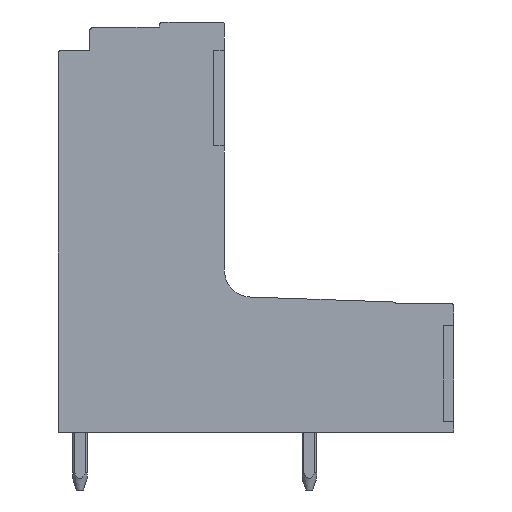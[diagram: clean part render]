
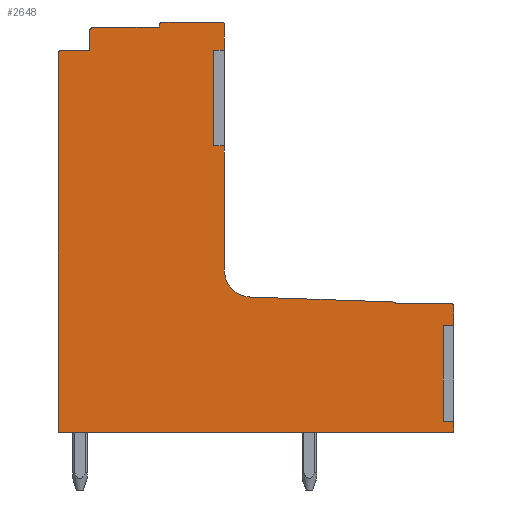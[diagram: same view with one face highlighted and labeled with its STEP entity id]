
A CAD part, left-side view. The second image highlights one B-rep face of the part: STEP entity #2648.
In plain terms, the highlighted planar face has unit normal (-1, 0, 0).
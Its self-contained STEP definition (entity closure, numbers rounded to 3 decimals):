
#2490=AXIS2_PLACEMENT_3D('Circle Axis2P3D',#2488,#2489,$) ;
#2503=AXIS2_PLACEMENT_3D('Plane Axis2P3D',#2500,#2501,#2502) ;
#2514=AXIS2_PLACEMENT_3D('Circle Axis2P3D',#2512,#2513,$) ;
#2528=AXIS2_PLACEMENT_3D('Circle Axis2P3D',#2526,#2527,$) ;
#2542=AXIS2_PLACEMENT_3D('Circle Axis2P3D',#2540,#2541,$) ;
#2554=AXIS2_PLACEMENT_3D('Circle Axis2P3D',#2552,#2553,$) ;
#2575=AXIS2_PLACEMENT_3D('Circle Axis2P3D',#2573,#2574,$) ;
#2596=AXIS2_PLACEMENT_3D('Circle Axis2P3D',#2594,#2595,$) ;
#36=CARTESIAN_POINT('Line Origine',(0.3,0.3,9.1)) ;
#40=CARTESIAN_POINT('Vertex',(0.3,0.,9.1)) ;
#42=CARTESIAN_POINT('Vertex',(0.3,0.6,9.1)) ;
#76=CARTESIAN_POINT('Line Origine',(0.3,0.6,6.45)) ;
#80=CARTESIAN_POINT('Vertex',(0.3,0.6,3.8)) ;
#135=CARTESIAN_POINT('Vertex',(0.3,0.,3.8)) ;
#155=CARTESIAN_POINT('Line Origine',(0.3,0.3,3.8)) ;
#172=CARTESIAN_POINT('Line Origine',(0.3,13.,24.34)) ;
#176=CARTESIAN_POINT('Vertex',(0.3,12.7,24.34)) ;
#178=CARTESIAN_POINT('Vertex',(0.3,13.3,24.34)) ;
#212=CARTESIAN_POINT('Line Origine',(0.3,13.3,21.69)) ;
#216=CARTESIAN_POINT('Vertex',(0.3,13.3,19.04)) ;
#266=CARTESIAN_POINT('Vertex',(0.3,12.7,19.04)) ;
#286=CARTESIAN_POINT('Line Origine',(0.3,13.,19.04)) ;
#977=CARTESIAN_POINT('Vertex',(0.3,12.7,25.8)) ;
#980=CARTESIAN_POINT('Line Origine',(0.3,12.7,25.07)) ;
#985=CARTESIAN_POINT('Line Origine',(0.3,12.7,15.61)) ;
#989=CARTESIAN_POINT('Vertex',(0.3,12.7,12.179)) ;
#2485=CARTESIAN_POINT('Vertex',(0.3,12.8,25.9)) ;
#2488=CARTESIAN_POINT('Axis2P3D Location',(0.3,12.8,25.8)) ;
#2500=CARTESIAN_POINT('Axis2P3D Location',(0.3,0.,0.)) ;
#2505=CARTESIAN_POINT('Line Origine',(0.3,0.,9.65)) ;
#2509=CARTESIAN_POINT('Vertex',(0.3,0.,10.2)) ;
#2512=CARTESIAN_POINT('Axis2P3D Location',(0.3,0.1,10.2)) ;
#2516=CARTESIAN_POINT('Vertex',(0.3,0.1,10.3)) ;
#2519=CARTESIAN_POINT('Line Origine',(0.3,1.65,10.3)) ;
#2523=CARTESIAN_POINT('Vertex',(0.3,3.2,10.3)) ;
#2526=CARTESIAN_POINT('Axis2P3D Location',(0.3,3.406,10.152)) ;
#2530=CARTESIAN_POINT('Vertex',(0.3,3.397,10.406)) ;
#2533=CARTESIAN_POINT('Line Origine',(0.3,7.325,10.543)) ;
#2537=CARTESIAN_POINT('Vertex',(0.3,11.252,10.68)) ;
#2540=CARTESIAN_POINT('Axis2P3D Location',(0.3,11.2,12.179)) ;
#2545=CARTESIAN_POINT('Line Origine',(0.3,14.45,25.9)) ;
#2549=CARTESIAN_POINT('Vertex',(0.3,16.1,25.9)) ;
#2552=CARTESIAN_POINT('Axis2P3D Location',(0.3,16.1,25.7)) ;
#2556=CARTESIAN_POINT('Vertex',(0.3,16.3,25.7)) ;
#2559=CARTESIAN_POINT('Line Origine',(0.3,16.3,25.65)) ;
#2563=CARTESIAN_POINT('Vertex',(0.3,16.3,25.6)) ;
#2566=CARTESIAN_POINT('Line Origine',(0.3,18.125,25.6)) ;
#2570=CARTESIAN_POINT('Vertex',(0.3,19.95,25.6)) ;
#2573=CARTESIAN_POINT('Axis2P3D Location',(0.3,19.95,25.4)) ;
#2577=CARTESIAN_POINT('Vertex',(0.3,20.15,25.4)) ;
#2580=CARTESIAN_POINT('Line Origine',(0.3,20.15,24.87)) ;
#2584=CARTESIAN_POINT('Vertex',(0.3,20.15,24.34)) ;
#2587=CARTESIAN_POINT('Line Origine',(0.3,20.925,24.34)) ;
#2591=CARTESIAN_POINT('Vertex',(0.3,21.7,24.34)) ;
#2594=CARTESIAN_POINT('Axis2P3D Location',(0.3,21.7,24.14)) ;
#2598=CARTESIAN_POINT('Vertex',(0.3,21.9,24.14)) ;
#2601=CARTESIAN_POINT('Line Origine',(0.3,21.9,13.67)) ;
#2605=CARTESIAN_POINT('Vertex',(0.3,21.9,3.2)) ;
#2608=CARTESIAN_POINT('Line Origine',(0.3,10.95,3.2)) ;
#2612=CARTESIAN_POINT('Vertex',(0.3,0.,3.2)) ;
#2615=CARTESIAN_POINT('Line Origine',(0.3,0.,3.5)) ;
#37=DIRECTION('Vector Direction',(0.,-1.,0.)) ;
#77=DIRECTION('Vector Direction',(0.,0.,1.)) ;
#156=DIRECTION('Vector Direction',(0.,1.,0.)) ;
#173=DIRECTION('Vector Direction',(0.,-1.,0.)) ;
#213=DIRECTION('Vector Direction',(0.,0.,1.)) ;
#287=DIRECTION('Vector Direction',(0.,1.,0.)) ;
#981=DIRECTION('Vector Direction',(0.,0.,-1.)) ;
#986=DIRECTION('Vector Direction',(0.,0.,-1.)) ;
#2489=DIRECTION('Axis2P3D Direction',(-1.,0.,0.)) ;
#2501=DIRECTION('Axis2P3D Direction',(-1.,0.,0.)) ;
#2502=DIRECTION('Axis2P3D XDirection',(0.,0.,1.)) ;
#2506=DIRECTION('Vector Direction',(0.,0.,-1.)) ;
#2513=DIRECTION('Axis2P3D Direction',(-1.,0.,0.)) ;
#2520=DIRECTION('Vector Direction',(0.,-1.,0.)) ;
#2527=DIRECTION('Axis2P3D Direction',(-1.,0.,0.)) ;
#2534=DIRECTION('Vector Direction',(0.,-0.999,-0.035)) ;
#2541=DIRECTION('Axis2P3D Direction',(-1.,0.,0.)) ;
#2546=DIRECTION('Vector Direction',(0.,-1.,0.)) ;
#2553=DIRECTION('Axis2P3D Direction',(-1.,0.,0.)) ;
#2560=DIRECTION('Vector Direction',(0.,0.,1.)) ;
#2567=DIRECTION('Vector Direction',(0.,-1.,0.)) ;
#2574=DIRECTION('Axis2P3D Direction',(-1.,0.,0.)) ;
#2581=DIRECTION('Vector Direction',(0.,0.,1.)) ;
#2588=DIRECTION('Vector Direction',(0.,-1.,0.)) ;
#2595=DIRECTION('Axis2P3D Direction',(-1.,0.,0.)) ;
#2602=DIRECTION('Vector Direction',(0.,0.,1.)) ;
#2609=DIRECTION('Vector Direction',(0.,1.,0.)) ;
#2616=DIRECTION('Vector Direction',(0.,0.,-1.)) ;
#38=VECTOR('Line Direction',#37,1.) ;
#78=VECTOR('Line Direction',#77,1.) ;
#157=VECTOR('Line Direction',#156,1.) ;
#174=VECTOR('Line Direction',#173,1.) ;
#214=VECTOR('Line Direction',#213,1.) ;
#288=VECTOR('Line Direction',#287,1.) ;
#982=VECTOR('Line Direction',#981,1.) ;
#987=VECTOR('Line Direction',#986,1.) ;
#2507=VECTOR('Line Direction',#2506,1.) ;
#2521=VECTOR('Line Direction',#2520,1.) ;
#2535=VECTOR('Line Direction',#2534,1.) ;
#2547=VECTOR('Line Direction',#2546,1.) ;
#2561=VECTOR('Line Direction',#2560,1.) ;
#2568=VECTOR('Line Direction',#2567,1.) ;
#2582=VECTOR('Line Direction',#2581,1.) ;
#2589=VECTOR('Line Direction',#2588,1.) ;
#2603=VECTOR('Line Direction',#2602,1.) ;
#2610=VECTOR('Line Direction',#2609,1.) ;
#2617=VECTOR('Line Direction',#2616,1.) ;
#2621=ORIENTED_EDGE('',*,*,#2511,.T.) ;
#2622=ORIENTED_EDGE('',*,*,#2518,.T.) ;
#2623=ORIENTED_EDGE('',*,*,#2525,.T.) ;
#2624=ORIENTED_EDGE('',*,*,#2532,.T.) ;
#2625=ORIENTED_EDGE('',*,*,#2539,.T.) ;
#2626=ORIENTED_EDGE('',*,*,#2544,.T.) ;
#2627=ORIENTED_EDGE('',*,*,#991,.T.) ;
#2628=ORIENTED_EDGE('',*,*,#290,.F.) ;
#2629=ORIENTED_EDGE('',*,*,#218,.F.) ;
#2630=ORIENTED_EDGE('',*,*,#180,.F.) ;
#2631=ORIENTED_EDGE('',*,*,#984,.T.) ;
#2632=ORIENTED_EDGE('',*,*,#2492,.T.) ;
#2633=ORIENTED_EDGE('',*,*,#2551,.T.) ;
#2634=ORIENTED_EDGE('',*,*,#2558,.T.) ;
#2635=ORIENTED_EDGE('',*,*,#2565,.T.) ;
#2636=ORIENTED_EDGE('',*,*,#2572,.T.) ;
#2637=ORIENTED_EDGE('',*,*,#2579,.T.) ;
#2638=ORIENTED_EDGE('',*,*,#2586,.T.) ;
#2639=ORIENTED_EDGE('',*,*,#2593,.T.) ;
#2640=ORIENTED_EDGE('',*,*,#2600,.T.) ;
#2641=ORIENTED_EDGE('',*,*,#2607,.T.) ;
#2642=ORIENTED_EDGE('',*,*,#2614,.T.) ;
#2643=ORIENTED_EDGE('',*,*,#2619,.T.) ;
#2644=ORIENTED_EDGE('',*,*,#159,.F.) ;
#2645=ORIENTED_EDGE('',*,*,#82,.F.) ;
#2646=ORIENTED_EDGE('',*,*,#44,.F.) ;
#2648=ADVANCED_FACE('HOUSING',(#2647),#2504,.T.) ;
#2491=CIRCLE('generated circle',#2490,0.1) ;
#2515=CIRCLE('generated circle',#2514,0.1) ;
#2529=CIRCLE('generated circle',#2528,0.253) ;
#2543=CIRCLE('generated circle',#2542,1.5) ;
#2555=CIRCLE('generated circle',#2554,0.2) ;
#2576=CIRCLE('generated circle',#2575,0.2) ;
#2597=CIRCLE('generated circle',#2596,0.2) ;
#44=EDGE_CURVE('',#41,#43,#39,.F.) ;
#82=EDGE_CURVE('',#43,#81,#79,.F.) ;
#159=EDGE_CURVE('',#81,#136,#158,.F.) ;
#180=EDGE_CURVE('',#177,#179,#175,.F.) ;
#218=EDGE_CURVE('',#179,#217,#215,.F.) ;
#290=EDGE_CURVE('',#217,#267,#289,.F.) ;
#984=EDGE_CURVE('',#177,#978,#983,.F.) ;
#991=EDGE_CURVE('',#990,#267,#988,.F.) ;
#2492=EDGE_CURVE('',#978,#2486,#2491,.T.) ;
#2511=EDGE_CURVE('',#41,#2510,#2508,.F.) ;
#2518=EDGE_CURVE('',#2510,#2517,#2515,.T.) ;
#2525=EDGE_CURVE('',#2517,#2524,#2522,.F.) ;
#2532=EDGE_CURVE('',#2524,#2531,#2529,.T.) ;
#2539=EDGE_CURVE('',#2531,#2538,#2536,.F.) ;
#2544=EDGE_CURVE('',#2538,#990,#2543,.F.) ;
#2551=EDGE_CURVE('',#2486,#2550,#2548,.F.) ;
#2558=EDGE_CURVE('',#2550,#2557,#2555,.T.) ;
#2565=EDGE_CURVE('',#2557,#2564,#2562,.F.) ;
#2572=EDGE_CURVE('',#2564,#2571,#2569,.F.) ;
#2579=EDGE_CURVE('',#2571,#2578,#2576,.T.) ;
#2586=EDGE_CURVE('',#2578,#2585,#2583,.F.) ;
#2593=EDGE_CURVE('',#2585,#2592,#2590,.F.) ;
#2600=EDGE_CURVE('',#2592,#2599,#2597,.T.) ;
#2607=EDGE_CURVE('',#2599,#2606,#2604,.F.) ;
#2614=EDGE_CURVE('',#2606,#2613,#2611,.F.) ;
#2619=EDGE_CURVE('',#2613,#136,#2618,.F.) ;
#2620=EDGE_LOOP('',(#2621,#2622,#2623,#2624,#2625,#2626,#2627,#2628,#2629,#2630,#2631,#2632,#2633,#2634,#2635,#2636,#2637,#2638,#2639,#2640,#2641,#2642,#2643,#2644,#2645,#2646)) ;
#2647=FACE_OUTER_BOUND('',#2620,.T.) ;
#39=LINE('Line',#36,#38) ;
#79=LINE('Line',#76,#78) ;
#158=LINE('Line',#155,#157) ;
#175=LINE('Line',#172,#174) ;
#215=LINE('Line',#212,#214) ;
#289=LINE('Line',#286,#288) ;
#983=LINE('Line',#980,#982) ;
#988=LINE('Line',#985,#987) ;
#2508=LINE('Line',#2505,#2507) ;
#2522=LINE('Line',#2519,#2521) ;
#2536=LINE('Line',#2533,#2535) ;
#2548=LINE('Line',#2545,#2547) ;
#2562=LINE('Line',#2559,#2561) ;
#2569=LINE('Line',#2566,#2568) ;
#2583=LINE('Line',#2580,#2582) ;
#2590=LINE('Line',#2587,#2589) ;
#2604=LINE('Line',#2601,#2603) ;
#2611=LINE('Line',#2608,#2610) ;
#2618=LINE('Line',#2615,#2617) ;
#2504=PLANE('',#2503) ;
#41=VERTEX_POINT('',#40) ;
#43=VERTEX_POINT('',#42) ;
#81=VERTEX_POINT('',#80) ;
#136=VERTEX_POINT('',#135) ;
#177=VERTEX_POINT('',#176) ;
#179=VERTEX_POINT('',#178) ;
#217=VERTEX_POINT('',#216) ;
#267=VERTEX_POINT('',#266) ;
#978=VERTEX_POINT('',#977) ;
#990=VERTEX_POINT('',#989) ;
#2486=VERTEX_POINT('',#2485) ;
#2510=VERTEX_POINT('',#2509) ;
#2517=VERTEX_POINT('',#2516) ;
#2524=VERTEX_POINT('',#2523) ;
#2531=VERTEX_POINT('',#2530) ;
#2538=VERTEX_POINT('',#2537) ;
#2550=VERTEX_POINT('',#2549) ;
#2557=VERTEX_POINT('',#2556) ;
#2564=VERTEX_POINT('',#2563) ;
#2571=VERTEX_POINT('',#2570) ;
#2578=VERTEX_POINT('',#2577) ;
#2585=VERTEX_POINT('',#2584) ;
#2592=VERTEX_POINT('',#2591) ;
#2599=VERTEX_POINT('',#2598) ;
#2606=VERTEX_POINT('',#2605) ;
#2613=VERTEX_POINT('',#2612) ;
